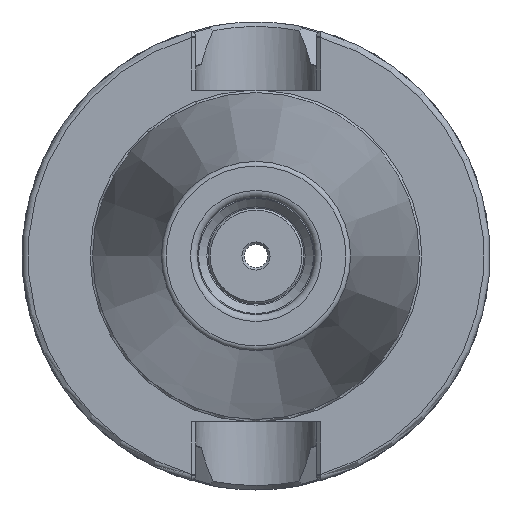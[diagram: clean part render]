
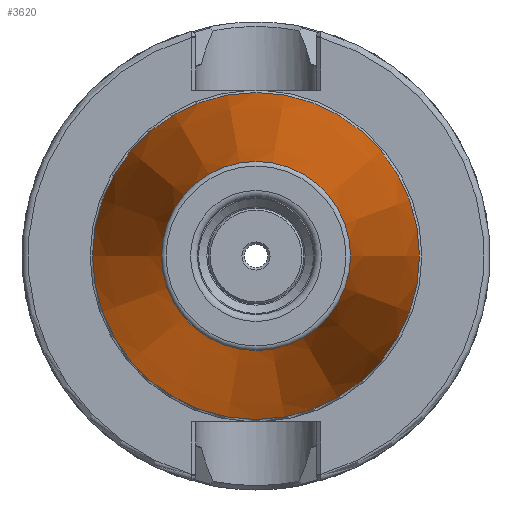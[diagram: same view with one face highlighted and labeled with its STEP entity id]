
A CAD part, left-side view. The second image highlights one B-rep face of the part: STEP entity #3620.
In plain terms, the highlighted conical face has half-angle 8.297 degrees and reference radius 27.564 mm.
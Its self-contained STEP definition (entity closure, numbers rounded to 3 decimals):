
#529=FACE_OUTER_BOUND('',#749,.T.);
#749=EDGE_LOOP('',(#2751,#2752,#2753,#2754,#2755));
#961=LINE('',#6102,#1168);
#1168=VECTOR('',#4461,27.564);
#1374=CIRCLE('',#3975,20.204);
#1375=CIRCLE('',#3976,20.204);
#1377=CIRCLE('',#3979,34.925);
#1571=VERTEX_POINT('',#6094);
#1572=VERTEX_POINT('',#6095);
#1573=VERTEX_POINT('',#6100);
#2000=EDGE_CURVE('',#1571,#1572,#1374,.T.);
#2001=EDGE_CURVE('',#1572,#1571,#1375,.T.);
#2003=EDGE_CURVE('',#1573,#1573,#1377,.T.);
#2004=EDGE_CURVE('',#1573,#1571,#961,.T.);
#2751=ORIENTED_EDGE('',*,*,#2003,.F.);
#2752=ORIENTED_EDGE('',*,*,#2004,.T.);
#2753=ORIENTED_EDGE('',*,*,#2000,.T.);
#2754=ORIENTED_EDGE('',*,*,#2001,.T.);
#2755=ORIENTED_EDGE('',*,*,#2004,.F.);
#3537=CONICAL_SURFACE('',#3978,27.564,0.145);
#3620=ADVANCED_FACE('',(#529),#3537,.T.);
#3975=AXIS2_PLACEMENT_3D('',#6096,#4451,#4452);
#3976=AXIS2_PLACEMENT_3D('',#6097,#4453,#4454);
#3978=AXIS2_PLACEMENT_3D('',#6099,#4457,#4458);
#3979=AXIS2_PLACEMENT_3D('',#6101,#4459,#4460);
#4451=DIRECTION('center_axis',(1.,0.,0.));
#4452=DIRECTION('ref_axis',(0.,0.,-1.));
#4453=DIRECTION('center_axis',(1.,0.,0.));
#4454=DIRECTION('ref_axis',(0.,0.,-1.));
#4457=DIRECTION('center_axis',(1.,0.,0.));
#4458=DIRECTION('ref_axis',(0.,1.,0.));
#4459=DIRECTION('center_axis',(1.,0.,0.));
#4460=DIRECTION('ref_axis',(0.,0.,-1.));
#4461=DIRECTION('',(-0.99,0.144,0.));
#6094=CARTESIAN_POINT('',(-100.944,-20.204,0.));
#6095=CARTESIAN_POINT('',(-100.944,0.,20.204));
#6096=CARTESIAN_POINT('Origin',(-100.944,0.,
0.));
#6097=CARTESIAN_POINT('Origin',(-100.944,0.,
0.));
#6099=CARTESIAN_POINT('Origin',(-50.472,0.,
0.));
#6100=CARTESIAN_POINT('',(0.,-34.925,0.));
#6101=CARTESIAN_POINT('Origin',(0.,0.,
0.));
#6102=CARTESIAN_POINT('',(-50.472,-27.564,0.));
